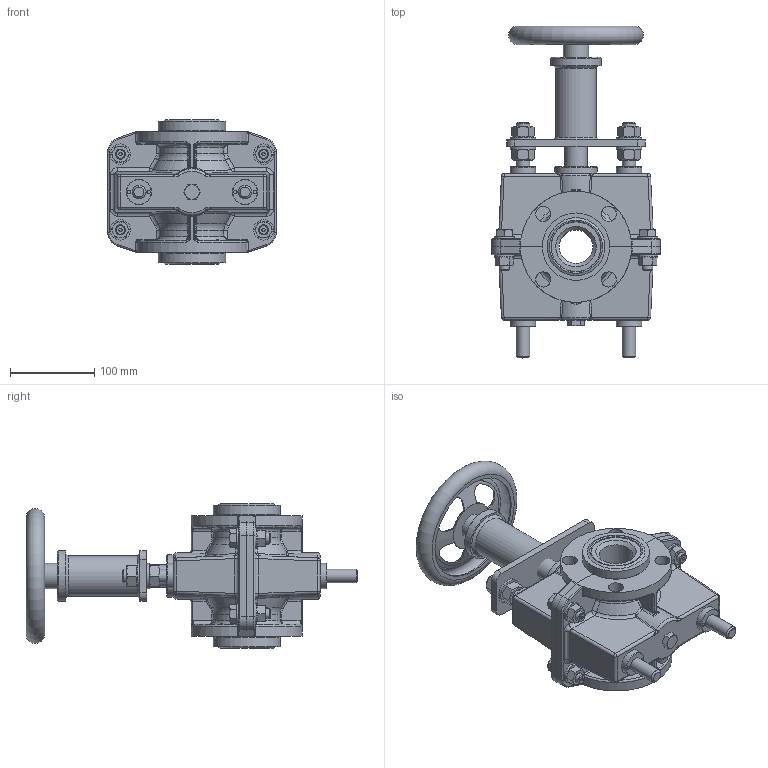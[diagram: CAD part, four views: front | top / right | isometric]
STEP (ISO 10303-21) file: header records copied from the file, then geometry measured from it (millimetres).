
FILE_DESCRIPTION((''),'2;1');
FILE_NAME('BE40M10-113_Shrinkwrap_1.stp','2017-02-21T16:10:31',('niko.tikander'),(''),'Autodesk Inventor 2011','Autodesk Inventor 2011','');
FILE_SCHEMA(('CONFIG_CONTROL_DESIGN'));
Length unit declared in the file: inch
Products named in the file (1): BE40M10-113_Shrinkwrap_1
Bounding box: 200 x 393.98 x 171.59 mm (x, y, z)
Surface area: 581217.4 mm2 (no closed solid volume)
Topology: 0 solids, 58 shells, 1052 faces, 2373 edges, 1421 vertices
Faces by surface type: cylinder 312, plane 278, bspline 232, cone 143, torus 71, sphere 16
Full cylindrical faces by diameter (mm): 4 x12, 5 x2, 6 x3, 8 x1, 9.3 x1, 10 x2, 12 x8, 13.835 x4, 14 x18, 16 x7, 17 x4, 18 x10, 24 x8, 24.1 x4, 24.5 x4, 25 x1, 26 x4, 26.441 x4, 26.9 x1, 30 x10, 33.6 x1, 39 x1, 40 x3, 41.91 x1, 48.3 x1, 50 x1, 56 x3, 60 x3, 80 x2, 107.103 x1
Entity records: 51419 total; most frequent: CARTESIAN_POINT 29469, ORIENTED_EDGE 4210, DIRECTION 4160, EDGE_CURVE 2131, AXIS2_PLACEMENT_3D 1849, EDGE_LOOP 1391, VERTEX_POINT 1384, FACE_OUTER_BOUND 1052
